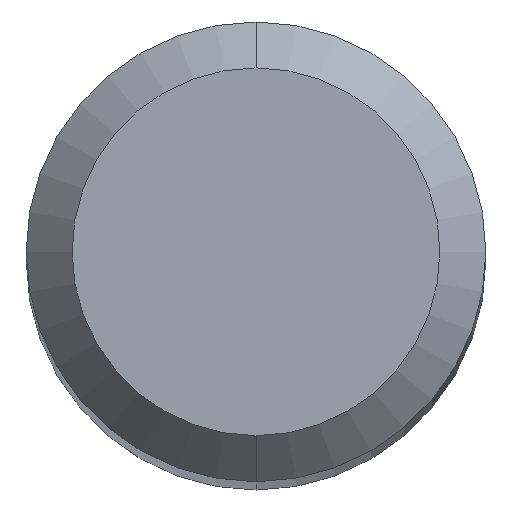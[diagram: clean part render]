
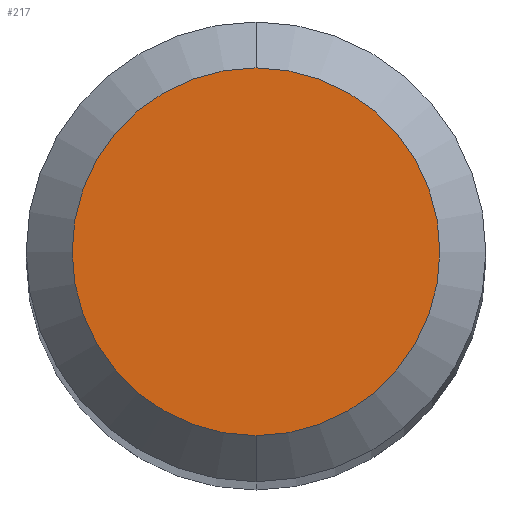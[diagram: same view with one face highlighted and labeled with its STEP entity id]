
A CAD part, top view. The second image highlights one B-rep face of the part: STEP entity #217.
In plain terms, the highlighted planar face has unit normal (0, 0, 1).
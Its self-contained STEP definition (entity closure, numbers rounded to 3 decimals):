
#10 = CARTESIAN_POINT ( 'NONE',  ( 0., -3.2, 100. ) ) ;
#13 = AXIS2_PLACEMENT_3D ( 'NONE', #383, #216, #342 ) ;
#105 = EDGE_LOOP ( 'NONE', ( #275, #358 ) ) ;
#114 = EDGE_CURVE ( 'NONE', #143, #219, #116, .T. ) ;
#116 = CIRCLE ( 'NONE', #141, 3.2 ) ;
#140 = DIRECTION ( 'NONE',  ( 0., -1., 0. ) ) ;
#141 = AXIS2_PLACEMENT_3D ( 'NONE', #402, #196, #140 ) ;
#143 = VERTEX_POINT ( 'NONE', #10 ) ;
#185 = CARTESIAN_POINT ( 'NONE',  ( 0., 3.2, 100. ) ) ;
#196 = DIRECTION ( 'NONE',  ( 0., 0., 1. ) ) ;
#216 = DIRECTION ( 'NONE',  ( 0., 0., 1. ) ) ;
#217 = ADVANCED_FACE ( 'NONE', ( #330 ), #218, .T. ) ;
#218 = PLANE ( 'NONE',  #398 ) ;
#219 = VERTEX_POINT ( 'NONE', #185 ) ;
#253 = DIRECTION ( 'NONE',  ( 0., -1., 0. ) ) ;
#275 = ORIENTED_EDGE ( 'NONE', *, *, #291, .T. ) ;
#281 = DIRECTION ( 'NONE',  ( 0., 0., 1. ) ) ;
#291 = EDGE_CURVE ( 'NONE', #219, #143, #306, .T. ) ;
#306 = CIRCLE ( 'NONE', #13, 3.2 ) ;
#315 = CARTESIAN_POINT ( 'NONE',  ( 0., 0., 100. ) ) ;
#330 = FACE_OUTER_BOUND ( 'NONE', #105, .T. ) ;
#342 = DIRECTION ( 'NONE',  ( 0., -1., 0. ) ) ;
#358 = ORIENTED_EDGE ( 'NONE', *, *, #114, .T. ) ;
#383 = CARTESIAN_POINT ( 'NONE',  ( 0., 0., 100. ) ) ;
#398 = AXIS2_PLACEMENT_3D ( 'NONE', #315, #281, #253 ) ;
#402 = CARTESIAN_POINT ( 'NONE',  ( 0., 0., 100. ) ) ;
